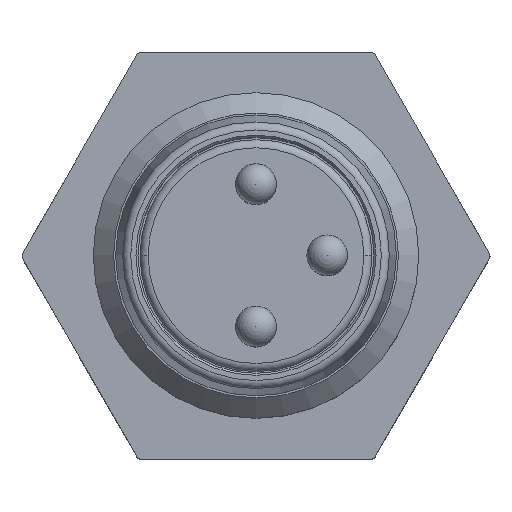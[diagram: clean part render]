
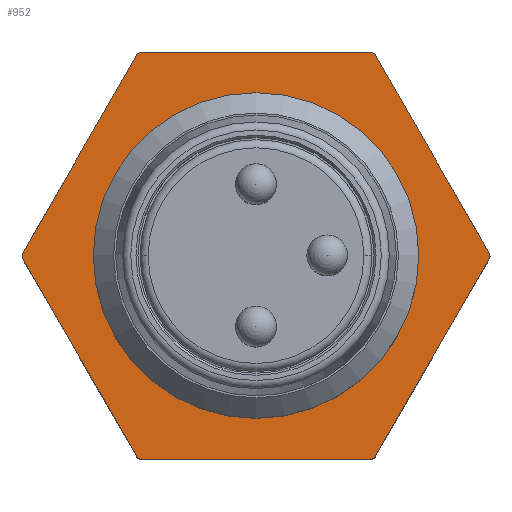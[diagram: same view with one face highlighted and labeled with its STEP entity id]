
A CAD part, top view. The second image highlights one B-rep face of the part: STEP entity #952.
In plain terms, the highlighted planar face has unit normal (0, 0, 1).
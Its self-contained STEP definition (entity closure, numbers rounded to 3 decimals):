
#754=LINE('',#3486,#835);
#755=LINE('',#3490,#836);
#756=LINE('',#3494,#837);
#757=LINE('',#3498,#838);
#758=LINE('',#3502,#839);
#759=LINE('',#3506,#840);
#835=VECTOR('',#2846,1.);
#836=VECTOR('',#2849,1.);
#837=VECTOR('',#2852,1.);
#838=VECTOR('',#2855,1.);
#839=VECTOR('',#2858,1.);
#840=VECTOR('',#2861,1.);
#917=PLANE('',#2551);
#952=ADVANCED_FACE('',(#1138,#1139),#917,.F.);
#1138=FACE_BOUND('',#1234,.T.);
#1139=FACE_BOUND('',#1235,.T.);
#1234=EDGE_LOOP('',(#1411));
#1235=EDGE_LOOP('',(#1412,#1413,#1414,#1415,#1416,#1417,#1418,#1419,#1420,
#1421,#1422,#1423));
#1411=ORIENTED_EDGE('',*,*,#2123,.T.);
#1412=ORIENTED_EDGE('',*,*,#2124,.F.);
#1413=ORIENTED_EDGE('',*,*,#2125,.T.);
#1414=ORIENTED_EDGE('',*,*,#2126,.F.);
#1415=ORIENTED_EDGE('',*,*,#2127,.T.);
#1416=ORIENTED_EDGE('',*,*,#2128,.F.);
#1417=ORIENTED_EDGE('',*,*,#2129,.T.);
#1418=ORIENTED_EDGE('',*,*,#2130,.F.);
#1419=ORIENTED_EDGE('',*,*,#2131,.F.);
#1420=ORIENTED_EDGE('',*,*,#2132,.F.);
#1421=ORIENTED_EDGE('',*,*,#2133,.F.);
#1422=ORIENTED_EDGE('',*,*,#2134,.F.);
#1423=ORIENTED_EDGE('',*,*,#2135,.F.);
#1939=VERTEX_POINT('',#3482);
#1940=VERTEX_POINT('',#3484);
#1941=VERTEX_POINT('',#3485);
#1942=VERTEX_POINT('',#3487);
#1943=VERTEX_POINT('',#3489);
#1944=VERTEX_POINT('',#3491);
#1945=VERTEX_POINT('',#3493);
#1946=VERTEX_POINT('',#3495);
#1947=VERTEX_POINT('',#3497);
#1948=VERTEX_POINT('',#3499);
#1949=VERTEX_POINT('',#3501);
#1950=VERTEX_POINT('',#3503);
#1951=VERTEX_POINT('',#3505);
#2123=EDGE_CURVE('',#1939,#1939,#2387,.T.);
#2124=EDGE_CURVE('',#1940,#1941,#2388,.T.);
#2125=EDGE_CURVE('',#1940,#1942,#754,.T.);
#2126=EDGE_CURVE('',#1943,#1942,#2389,.T.);
#2127=EDGE_CURVE('',#1943,#1944,#755,.T.);
#2128=EDGE_CURVE('',#1945,#1944,#2390,.T.);
#2129=EDGE_CURVE('',#1945,#1946,#756,.T.);
#2130=EDGE_CURVE('',#1947,#1946,#2391,.T.);
#2131=EDGE_CURVE('',#1948,#1947,#757,.T.);
#2132=EDGE_CURVE('',#1949,#1948,#2392,.T.);
#2133=EDGE_CURVE('',#1950,#1949,#758,.T.);
#2134=EDGE_CURVE('',#1951,#1950,#2393,.T.);
#2135=EDGE_CURVE('',#1941,#1951,#759,.T.);
#2387=CIRCLE('',#2544,3.4);
#2388=CIRCLE('',#2545,5.75);
#2389=CIRCLE('',#2546,5.75);
#2390=CIRCLE('',#2547,5.75);
#2391=CIRCLE('',#2548,5.75);
#2392=CIRCLE('',#2549,5.75);
#2393=CIRCLE('',#2550,5.75);
#2544=AXIS2_PLACEMENT_3D('',#3481,#2842,#2843);
#2545=AXIS2_PLACEMENT_3D('',#3483,#2844,#2845);
#2546=AXIS2_PLACEMENT_3D('',#3488,#2847,#2848);
#2547=AXIS2_PLACEMENT_3D('',#3492,#2850,#2851);
#2548=AXIS2_PLACEMENT_3D('',#3496,#2853,#2854);
#2549=AXIS2_PLACEMENT_3D('',#3500,#2856,#2857);
#2550=AXIS2_PLACEMENT_3D('',#3504,#2859,#2860);
#2551=AXIS2_PLACEMENT_3D('',#3507,#2862,#2863);
#2842=DIRECTION('',(0.,0.,-1.));
#2843=DIRECTION('',(0.,-1.,0.));
#2844=DIRECTION('',(0.,0.,-1.));
#2845=DIRECTION('',(0.,-1.,0.));
#2846=DIRECTION('',(0.5,-0.866,0.));
#2847=DIRECTION('',(0.,0.,-1.));
#2848=DIRECTION('',(0.,-1.,0.));
#2849=DIRECTION('',(1.,0.,0.));
#2850=DIRECTION('',(0.,0.,-1.));
#2851=DIRECTION('',(0.,-1.,0.));
#2852=DIRECTION('',(0.5,0.866,0.));
#2853=DIRECTION('',(0.,0.,-1.));
#2854=DIRECTION('',(0.,-1.,0.));
#2855=DIRECTION('',(0.5,-0.866,0.));
#2856=DIRECTION('',(0.,0.,-1.));
#2857=DIRECTION('',(0.,-1.,0.));
#2858=DIRECTION('',(1.,0.,0.));
#2859=DIRECTION('',(0.,0.,-1.));
#2860=DIRECTION('',(0.,-1.,0.));
#2861=DIRECTION('',(0.5,0.866,0.));
#2862=DIRECTION('',(0.,0.,-1.));
#2863=DIRECTION('',(0.,-1.,0.));
#3481=CARTESIAN_POINT('',(-230.,10.,0.));
#3482=CARTESIAN_POINT('',(-230.,6.6,0.));
#3483=CARTESIAN_POINT('',(-230.,10.,0.));
#3484=CARTESIAN_POINT('',(-235.75,9.959,0.));
#3485=CARTESIAN_POINT('',(-235.75,10.041,0.));
#3486=CARTESIAN_POINT('',(-234.33,7.5,0.));
#3487=CARTESIAN_POINT('',(-232.91,5.041,0.));
#3488=CARTESIAN_POINT('',(-230.,10.,0.));
#3489=CARTESIAN_POINT('',(-232.839,5.,0.));
#3490=CARTESIAN_POINT('',(-230.,5.,0.));
#3491=CARTESIAN_POINT('',(-227.161,5.,0.));
#3492=CARTESIAN_POINT('',(-230.,10.,0.));
#3493=CARTESIAN_POINT('',(-227.09,5.041,0.));
#3494=CARTESIAN_POINT('',(-225.67,7.5,0.));
#3495=CARTESIAN_POINT('',(-224.25,9.959,0.));
#3496=CARTESIAN_POINT('',(-230.,10.,0.));
#3497=CARTESIAN_POINT('',(-224.25,10.041,0.));
#3498=CARTESIAN_POINT('',(-225.67,12.5,0.));
#3499=CARTESIAN_POINT('',(-227.09,14.959,0.));
#3500=CARTESIAN_POINT('',(-230.,10.,0.));
#3501=CARTESIAN_POINT('',(-227.161,15.,0.));
#3502=CARTESIAN_POINT('',(-230.,15.,0.));
#3503=CARTESIAN_POINT('',(-232.839,15.,0.));
#3504=CARTESIAN_POINT('',(-230.,10.,0.));
#3505=CARTESIAN_POINT('',(-232.91,14.959,0.));
#3506=CARTESIAN_POINT('',(-234.33,12.5,0.));
#3507=CARTESIAN_POINT('',(-230.,10.,0.));
